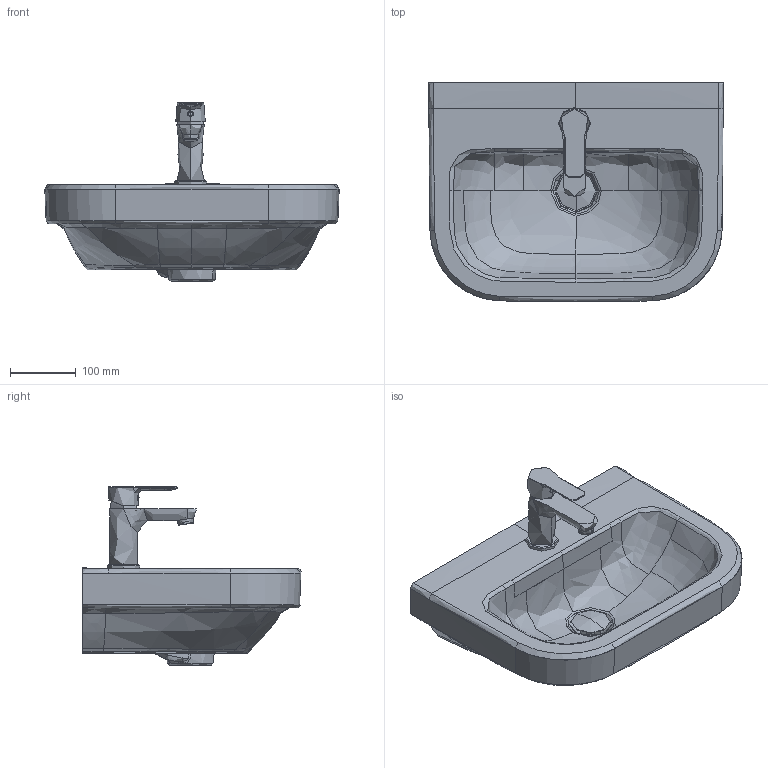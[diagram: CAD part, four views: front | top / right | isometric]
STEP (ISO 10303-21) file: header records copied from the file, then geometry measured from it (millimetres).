
FILE_DESCRIPTION(/* description */ (''),/* implementation_level */ '2;1');
FILE_NAME(/* name */ '074845',/* time_stamp */ '2023-07-19T08:38:08+02:00',/* author */ (''),/* organization */ (''),/* preprocessor_version */ 'ST-DEVELOPER v15',/* originating_system */ '',/* authorisation */ '');
FILE_SCHEMA (('AUTOMOTIVE_DESIGN'));
Length unit declared in the file: millimetre
Products named in the file (1): Document
Bounding box: 449.4 x 333.84 x 271.96 mm (x, y, z)
Volume: 30005.2 mm3; surface area: 581920.7 mm2
Topology: 4 solids, 10 shells, 415 faces, 1026 edges, 618 vertices
Faces by surface type: bspline 356, plane 59
Entity records: 69776 total; most frequent: CARTESIAN_POINT 63795, ORIENTED_EDGE 1977, EDGE_CURVE 1017, B_SPLINE_CURVE_WITH_KNOTS 660, VERTEX_POINT 618, EDGE_LOOP 443, ADVANCED_FACE 415, FACE_OUTER_BOUND 415
